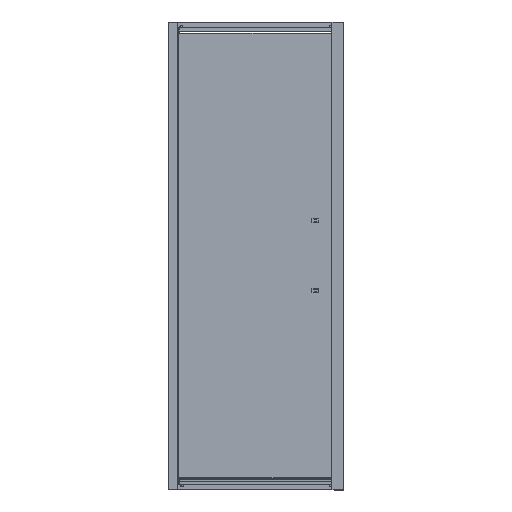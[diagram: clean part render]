
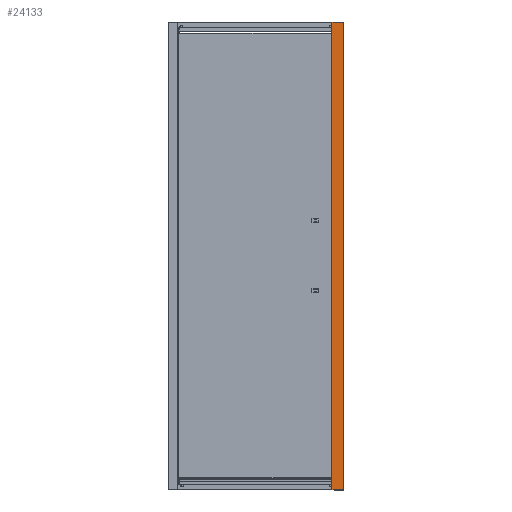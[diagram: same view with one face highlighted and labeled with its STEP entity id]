
A CAD part, top view. The second image highlights one B-rep face of the part: STEP entity #24133.
In plain terms, the highlighted planar face has unit normal (0, 0, 1).
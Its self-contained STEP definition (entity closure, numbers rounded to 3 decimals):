
#169 = VERTEX_POINT ( 'NONE', #9774 ) ;
#223 = DIRECTION ( 'NONE',  ( 0., -1., 0. ) ) ;
#1880 = DIRECTION ( 'NONE',  ( 1., 0., 0. ) ) ;
#4497 = VECTOR ( 'NONE', #21058, 1000. ) ;
#5800 = CARTESIAN_POINT ( 'NONE',  ( 708.179, -1767.162, 89. ) ) ;
#6347 = LINE ( 'NONE', #25228, #14471 ) ;
#6913 = CARTESIAN_POINT ( 'NONE',  ( 759.179, -1767.162, 89. ) ) ;
#7553 = EDGE_CURVE ( 'NONE', #13566, #169, #6347, .T. ) ;
#8611 = CARTESIAN_POINT ( 'NONE',  ( 759.179, -1767.162, 89. ) ) ;
#9170 = CARTESIAN_POINT ( 'NONE',  ( 759.179, 232.838, 89. ) ) ;
#9363 = CARTESIAN_POINT ( 'NONE',  ( 708.679, 232.838, 89. ) ) ;
#9758 = DIRECTION ( 'NONE',  ( -1., 0., 0. ) ) ;
#9774 = CARTESIAN_POINT ( 'NONE',  ( 708.679, -1767.162, 89. ) ) ;
#9873 = ORIENTED_EDGE ( 'NONE', *, *, #17801, .T. ) ;
#10202 = PLANE ( 'NONE',  #10267 ) ;
#10267 = AXIS2_PLACEMENT_3D ( 'NONE', #24206, #12123, #223 ) ;
#10537 = LINE ( 'NONE', #6913, #4497 ) ;
#11108 = LINE ( 'NONE', #5800, #25931 ) ;
#12123 = DIRECTION ( 'NONE',  ( 0., 0., 1. ) ) ;
#12760 = EDGE_CURVE ( 'NONE', #169, #22337, #11108, .T. ) ;
#13566 = VERTEX_POINT ( 'NONE', #9363 ) ;
#14471 = VECTOR ( 'NONE', #14750, 1000. ) ;
#14750 = DIRECTION ( 'NONE',  ( 0., -1., 0. ) ) ;
#15833 = ORIENTED_EDGE ( 'NONE', *, *, #12760, .T. ) ;
#17224 = LINE ( 'NONE', #24170, #20048 ) ;
#17801 = EDGE_CURVE ( 'NONE', #22337, #18834, #10537, .T. ) ;
#18183 = EDGE_LOOP ( 'NONE', ( #23733, #25998, #15833, #9873 ) ) ;
#18834 = VERTEX_POINT ( 'NONE', #9170 ) ;
#19021 = EDGE_CURVE ( 'NONE', #18834, #13566, #17224, .T. ) ;
#19989 = FACE_OUTER_BOUND ( 'NONE', #18183, .T. ) ;
#20048 = VECTOR ( 'NONE', #9758, 1000. ) ;
#21058 = DIRECTION ( 'NONE',  ( 0., 1., 0. ) ) ;
#22337 = VERTEX_POINT ( 'NONE', #8611 ) ;
#23733 = ORIENTED_EDGE ( 'NONE', *, *, #19021, .T. ) ;
#24133 = ADVANCED_FACE ( 'NONE', ( #19989 ), #10202, .T. ) ;
#24170 = CARTESIAN_POINT ( 'NONE',  ( 708.179, 232.838, 89. ) ) ;
#24206 = CARTESIAN_POINT ( 'NONE',  ( 708.179, -1767.162, 89. ) ) ;
#25228 = CARTESIAN_POINT ( 'NONE',  ( 708.679, -1767.162, 89. ) ) ;
#25931 = VECTOR ( 'NONE', #1880, 1000. ) ;
#25998 = ORIENTED_EDGE ( 'NONE', *, *, #7553, .T. ) ;
